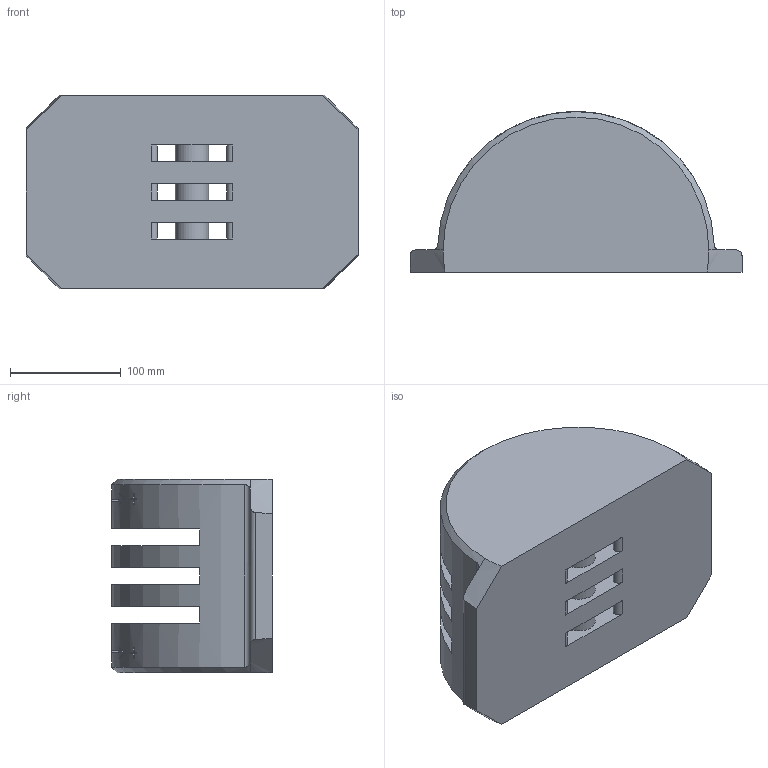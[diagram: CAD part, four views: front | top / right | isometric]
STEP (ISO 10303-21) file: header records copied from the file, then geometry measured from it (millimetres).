
FILE_DESCRIPTION (( 'STEP AP214' ), '1' );
FILE_NAME ('Base.STEP', '2025-10-03T14:32:23', ( '' ), ( '' ), 'SwSTEP 2.0', 'SolidWorks 2024', '' );
FILE_SCHEMA (( 'AUTOMOTIVE_DESIGN' ));
Length unit declared in the file: millimetre
Products named in the file (1): Base
Bounding box: 300 x 145 x 175 mm (x, y, z)
Volume: 4318282.1 mm3; surface area: 318411.3 mm2
Topology: 1 solids, 1 shells, 235 faces, 599 edges, 398 vertices
Faces by surface type: plane 143, cylinder 52, bspline 34, cone 6
Entity records: 14594 total; most frequent: CARTESIAN_POINT 9045, ORIENTED_EDGE 1198, DIRECTION 1029, EDGE_CURVE 599, VERTEX_POINT 398, AXIS2_PLACEMENT_3D 358, VECTOR 313, LINE 313
